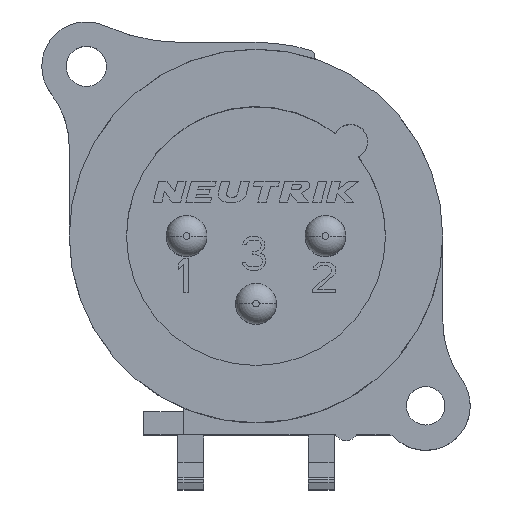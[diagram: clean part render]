
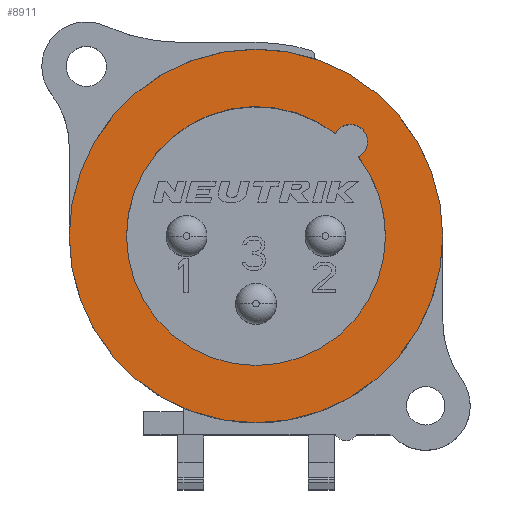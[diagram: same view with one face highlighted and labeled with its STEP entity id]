
A CAD part, top view. The second image highlights one B-rep face of the part: STEP entity #8911.
In plain terms, the highlighted planar face has unit normal (0, 0, 1).
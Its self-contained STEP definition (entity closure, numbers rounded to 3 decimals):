
#7340 = CIRCLE ( 'NONE', #7401, 1. ) ;
#7371 = CIRCLE ( 'NONE', #7434, 7.556 ) ;
#7372 = CARTESIAN_POINT ( 'NONE',  ( 5.973, 4.626, 3.7 ) ) ;
#7397 = CARTESIAN_POINT ( 'NONE',  ( 4.626, 5.973, 3.7 ) ) ;
#7398 = DIRECTION ( 'NONE',  ( 1., 0., 0. ) ) ;
#7399 = DIRECTION ( 'NONE',  ( 0., 0., 1. ) ) ;
#7400 = CARTESIAN_POINT ( 'NONE',  ( 5.515, 5.515, 3.7 ) ) ;
#7401 = AXIS2_PLACEMENT_3D ( 'NONE', #7400, #7399, #7398 ) ;
#7403 = DIRECTION ( 'NONE',  ( 1., 0., 0. ) ) ;
#7404 = DIRECTION ( 'NONE',  ( 0., 0., 1. ) ) ;
#7405 = CARTESIAN_POINT ( 'NONE',  ( 0., 0., 3.7 ) ) ;
#7406 = AXIS2_PLACEMENT_3D ( 'NONE', #7405, #7404, #7403 ) ;
#7407 = CIRCLE ( 'NONE', #7406, 7.556 ) ;
#7412 = CARTESIAN_POINT ( 'NONE',  ( 7.556, 0., 3.7 ) ) ;
#7429 = CARTESIAN_POINT ( 'NONE',  ( -7.556, 0., 3.7 ) ) ;
#7431 = DIRECTION ( 'NONE',  ( 1., 0., 0. ) ) ;
#7432 = DIRECTION ( 'NONE',  ( 0., 0., 1. ) ) ;
#7433 = CARTESIAN_POINT ( 'NONE',  ( 0., 0., 3.7 ) ) ;
#7434 = AXIS2_PLACEMENT_3D ( 'NONE', #7433, #7432, #7431 ) ;
#7448 = CARTESIAN_POINT ( 'NONE',  ( 6.515, 5.515, 3.7 ) ) ;
#7592 = DIRECTION ( 'NONE',  ( 1., 0., 0. ) ) ;
#7593 = DIRECTION ( 'NONE',  ( 0., 0., 1. ) ) ;
#7594 = CARTESIAN_POINT ( 'NONE',  ( 0., 0., 3.7 ) ) ;
#7595 = AXIS2_PLACEMENT_3D ( 'NONE', #7594, #7593, #7592 ) ;
#7596 = CIRCLE ( 'NONE', #7595, 10.9 ) ;
#8030 = VERTEX_POINT ( 'NONE', #13862 ) ;
#8031 = VERTEX_POINT ( 'NONE', #13856 ) ;
#8806 = EDGE_CURVE ( 'NONE', #8031, #8030, #15371, .T. ) ;
#8889 = ORIENTED_EDGE ( 'NONE', *, *, #8890, .F. ) ;
#8890 = EDGE_CURVE ( 'NONE', #13529, #13550, #15486, .T. ) ;
#8891 = ORIENTED_EDGE ( 'NONE', *, *, #13528, .F. ) ;
#8892 = ORIENTED_EDGE ( 'NONE', *, *, #8893, .F. ) ;
#8893 = EDGE_CURVE ( 'NONE', #13543, #13573, #15544, .T. ) ;
#8894 = ORIENTED_EDGE ( 'NONE', *, *, #13544, .F. ) ;
#8895 = ORIENTED_EDGE ( 'NONE', *, *, #13561, .F. ) ;
#8896 = EDGE_LOOP ( 'NONE', ( #8897, #8898 ) ) ;
#8897 = ORIENTED_EDGE ( 'NONE', *, *, #8806, .T. ) ;
#8898 = ORIENTED_EDGE ( 'NONE', *, *, #20644, .T. ) ;
#8911 = ADVANCED_FACE ( 'NONE', ( #15521, #15520 ), #15519, .T. ) ;
#8912 = EDGE_LOOP ( 'NONE', ( #8889, #8891, #8892, #8894, #8895 ) ) ;
#13528 = EDGE_CURVE ( 'NONE', #13573, #13529, #7340, .T. ) ;
#13529 = VERTEX_POINT ( 'NONE', #7397 ) ;
#13543 = VERTEX_POINT ( 'NONE', #7372 ) ;
#13544 = EDGE_CURVE ( 'NONE', #13558, #13543, #7371, .T. ) ;
#13550 = VERTEX_POINT ( 'NONE', #7429 ) ;
#13558 = VERTEX_POINT ( 'NONE', #7412 ) ;
#13561 = EDGE_CURVE ( 'NONE', #13550, #13558, #7407, .T. ) ;
#13573 = VERTEX_POINT ( 'NONE', #7448 ) ;
#13856 = CARTESIAN_POINT ( 'NONE',  ( -10.9, 0., 3.7 ) ) ;
#13862 = CARTESIAN_POINT ( 'NONE',  ( 10.9, 0., 3.7 ) ) ;
#15367 = DIRECTION ( 'NONE',  ( 1., 0., 0. ) ) ;
#15368 = DIRECTION ( 'NONE',  ( 0., 0., 1. ) ) ;
#15369 = CARTESIAN_POINT ( 'NONE',  ( 0., 0., 3.7 ) ) ;
#15370 = AXIS2_PLACEMENT_3D ( 'NONE', #15369, #15368, #15367 ) ;
#15371 = CIRCLE ( 'NONE', #15370, 10.9 ) ;
#15483 = DIRECTION ( 'NONE',  ( 0., 0., 1. ) ) ;
#15484 = CARTESIAN_POINT ( 'NONE',  ( 0., 0., 3.7 ) ) ;
#15485 = AXIS2_PLACEMENT_3D ( 'NONE', #15484, #15483, #15545 ) ;
#15486 = CIRCLE ( 'NONE', #15485, 7.556 ) ;
#15514 = DIRECTION ( 'NONE',  ( 1., 0., 0. ) ) ;
#15515 = DIRECTION ( 'NONE',  ( 0., 0., 1. ) ) ;
#15516 = CARTESIAN_POINT ( 'NONE',  ( 0., 0., 3.7 ) ) ;
#15518 = AXIS2_PLACEMENT_3D ( 'NONE', #15516, #15515, #15514 ) ;
#15519 = PLANE ( 'NONE',  #15518 ) ;
#15520 = FACE_OUTER_BOUND ( 'NONE', #8896, .T. ) ;
#15521 = FACE_BOUND ( 'NONE', #8912, .T. ) ;
#15540 = DIRECTION ( 'NONE',  ( 1., 0., 0. ) ) ;
#15541 = DIRECTION ( 'NONE',  ( 0., 0., 1. ) ) ;
#15542 = CARTESIAN_POINT ( 'NONE',  ( 5.515, 5.515, 3.7 ) ) ;
#15543 = AXIS2_PLACEMENT_3D ( 'NONE', #15542, #15541, #15540 ) ;
#15544 = CIRCLE ( 'NONE', #15543, 1. ) ;
#15545 = DIRECTION ( 'NONE',  ( 1., 0., 0. ) ) ;
#20644 = EDGE_CURVE ( 'NONE', #8030, #8031, #7596, .T. ) ;
